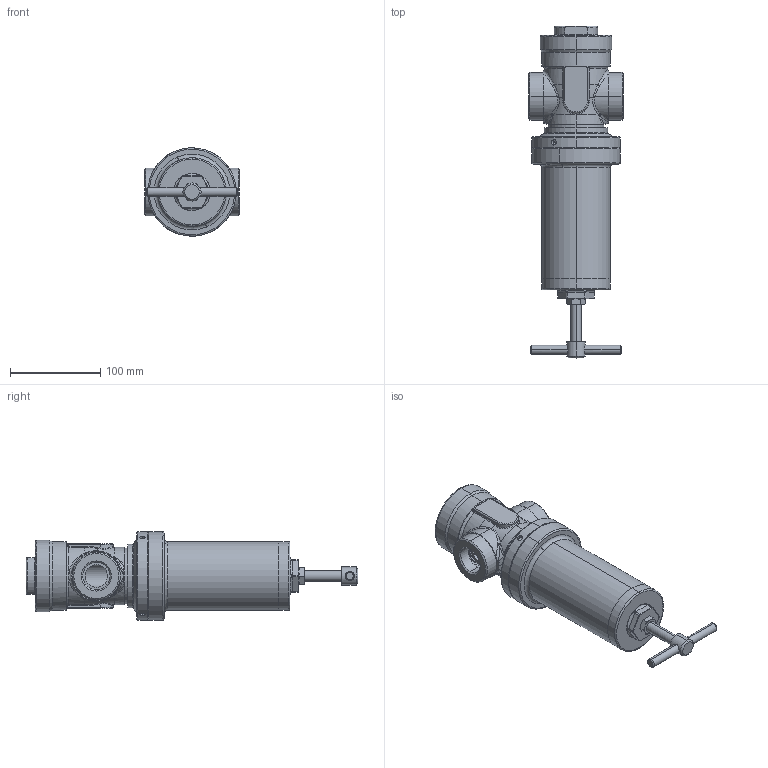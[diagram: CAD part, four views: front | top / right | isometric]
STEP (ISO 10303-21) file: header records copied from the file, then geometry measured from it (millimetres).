
FILE_DESCRIPTION (( 'STEP AP203' ), '1' );
FILE_NAME ('Typ 80 BGII G1.STEP', '2013-10-22T07:38:30', ( '' ), ( '' ), 'SwSTEP 2.0', 'SolidWorks 2012', '' );
FILE_SCHEMA (( 'CONFIG_CONTROL_DESIGN' ));
Length unit declared in the file: millimetre
Products named in the file (1): Typ 80 BGII G1
Bounding box: 105 x 368 x 98 mm (x, y, z)
Volume: 671055.1 mm3; surface area: 210327 mm2
Topology: 8 solids, 8 shells, 507 faces, 1130 edges, 657 vertices
Faces by surface type: cylinder 163, torus 110, cone 102, plane 70, bspline 62
Entity records: 17824 total; most frequent: CARTESIAN_POINT 6853, DIRECTION 2362, ORIENTED_EDGE 2240, EDGE_CURVE 1120, AXIS2_PLACEMENT_3D 1041, VERTEX_POINT 657, CIRCLE 595, EDGE_LOOP 553
